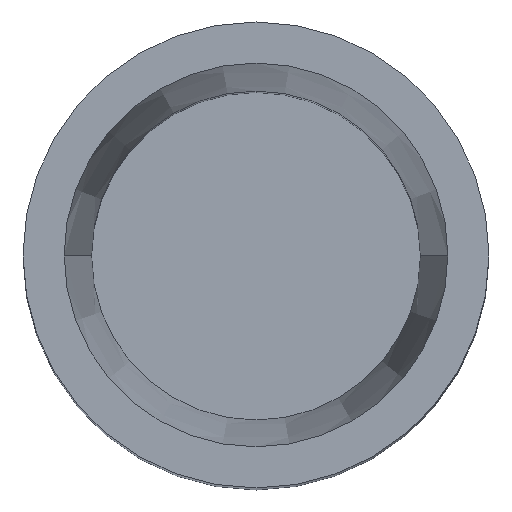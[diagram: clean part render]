
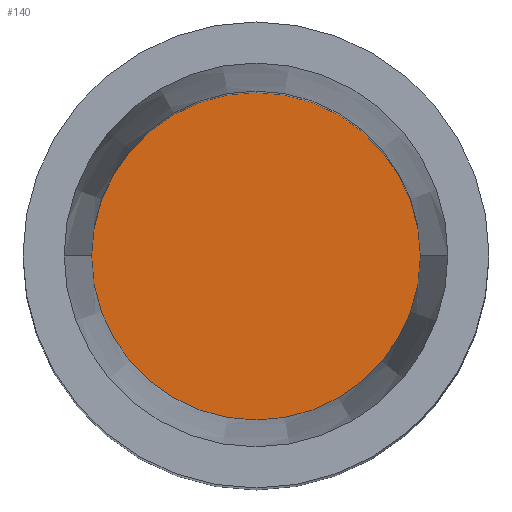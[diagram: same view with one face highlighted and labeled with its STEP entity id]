
A CAD part, top view. The second image highlights one B-rep face of the part: STEP entity #140.
In plain terms, the highlighted planar face has unit normal (0, 0, 1).
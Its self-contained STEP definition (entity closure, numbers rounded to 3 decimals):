
#78 = CARTESIAN_POINT ( 'NONE',  ( 0., 0., 0. ) ) ;
#100 = CARTESIAN_POINT ( 'NONE',  ( 0., 0., 0. ) ) ;
#105 = DIRECTION ( 'NONE',  ( -1., 0., 0. ) ) ;
#134 = VERTEX_POINT ( 'NONE', #237 ) ;
#140 = ADVANCED_FACE ( 'NONE', ( #348 ), #427, .F. ) ;
#151 = CARTESIAN_POINT ( 'NONE',  ( 0., 0., 0. ) ) ;
#170 = CIRCLE ( 'NONE', #347, 12. ) ;
#178 = DIRECTION ( 'NONE',  ( 0., 0., 1. ) ) ;
#215 = DIRECTION ( 'NONE',  ( 0., 0., 1. ) ) ;
#228 = AXIS2_PLACEMENT_3D ( 'NONE', #78, #215, #358 ) ;
#237 = CARTESIAN_POINT ( 'NONE',  ( 12., 0., 0. ) ) ;
#290 = DIRECTION ( 'NONE',  ( 1., 0., 0. ) ) ;
#292 = CARTESIAN_POINT ( 'NONE',  ( -12., 0., 0. ) ) ;
#295 = ORIENTED_EDGE ( 'NONE', *, *, #375, .T. ) ;
#316 = EDGE_CURVE ( 'NONE', #134, #366, #398, .T. ) ;
#341 = AXIS2_PLACEMENT_3D ( 'NONE', #100, #352, #105 ) ;
#347 = AXIS2_PLACEMENT_3D ( 'NONE', #151, #178, #290 ) ;
#348 = FACE_OUTER_BOUND ( 'NONE', #371, .T. ) ;
#352 = DIRECTION ( 'NONE',  ( 0., 0., -1. ) ) ;
#358 = DIRECTION ( 'NONE',  ( 1., 0., 0. ) ) ;
#366 = VERTEX_POINT ( 'NONE', #292 ) ;
#371 = EDGE_LOOP ( 'NONE', ( #295, #422 ) ) ;
#375 = EDGE_CURVE ( 'NONE', #366, #134, #170, .T. ) ;
#398 = CIRCLE ( 'NONE', #228, 12. ) ;
#422 = ORIENTED_EDGE ( 'NONE', *, *, #316, .T. ) ;
#427 = PLANE ( 'NONE',  #341 ) ;
